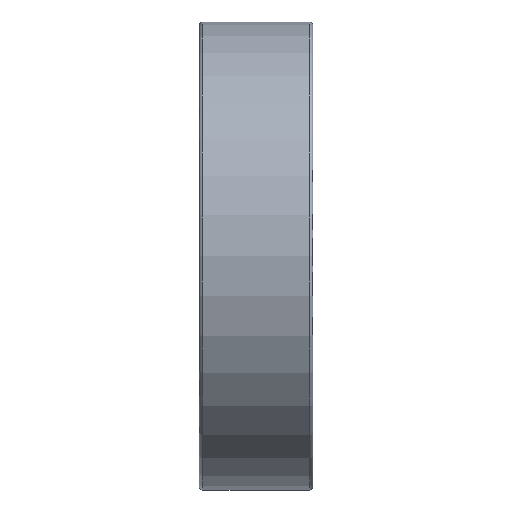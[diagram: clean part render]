
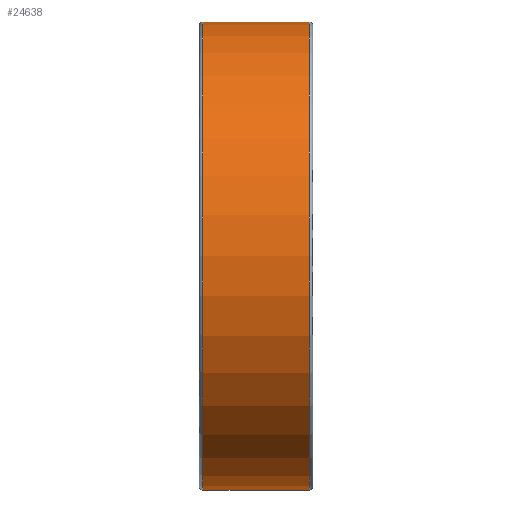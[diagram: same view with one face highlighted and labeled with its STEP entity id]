
A CAD part, top view. The second image highlights one B-rep face of the part: STEP entity #24638.
In plain terms, the highlighted cylindrical face has radius 18.5 mm (diameter 37 mm), a partial arc.
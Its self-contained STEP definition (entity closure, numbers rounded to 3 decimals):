
#13975=DIRECTION('',(-1.,0.,0.));
#13976=VECTOR('',#13975,8.4);
#13977=CARTESIAN_POINT('',(4.2,18.5,0.));
#13978=LINE('',#13977,#13976);
#13982=DIRECTION('',(-1.,0.,0.));
#13983=VECTOR('',#13982,8.4);
#13984=CARTESIAN_POINT('',(4.2,-18.5,0.));
#13985=LINE('',#13984,#13983);
#13997=CARTESIAN_POINT('',(4.2,0.,0.));
#13998=DIRECTION('',(1.,0.,0.));
#13999=DIRECTION('',(0.,1.,0.));
#14000=AXIS2_PLACEMENT_3D('',#13997,#13998,#13999);
#14005=CARTESIAN_POINT('',(-4.2,0.,0.));
#14006=DIRECTION('',(1.,0.,0.));
#14007=DIRECTION('',(0.,1.,0.));
#14008=AXIS2_PLACEMENT_3D('',#14005,#14006,#14007);
#21396=CARTESIAN_POINT('',(4.2,18.5,0.));
#21397=CARTESIAN_POINT('',(-4.2,18.5,0.));
#21398=VERTEX_POINT('',#21396);
#21399=VERTEX_POINT('',#21397);
#21408=CARTESIAN_POINT('',(4.2,-18.5,0.));
#21409=CARTESIAN_POINT('',(-4.2,-18.5,0.));
#21410=VERTEX_POINT('',#21408);
#21411=VERTEX_POINT('',#21409);
#24626=CARTESIAN_POINT('',(-4.95,0.,0.));
#24627=DIRECTION('',(1.,0.,0.));
#24628=DIRECTION('',(0.,-1.,0.));
#24629=AXIS2_PLACEMENT_3D('',#24626,#24627,#24628);
#24630=CYLINDRICAL_SURFACE('',#24629,18.5);
#24631=ORIENTED_EDGE('',*,*,#24616,.F.);
#24632=ORIENTED_EDGE('',*,*,#24593,.T.);
#24633=ORIENTED_EDGE('',*,*,#24620,.T.);
#24635=ORIENTED_EDGE('',*,*,#24634,.F.);
#24636=EDGE_LOOP('',(#24631,#24632,#24633,#24635));
#24637=FACE_OUTER_BOUND('',#24636,.F.);
#14001=CIRCLE('',#14000,18.5);
#14009=CIRCLE('',#14008,18.5);
#24593=EDGE_CURVE('',#21398,#21410,#14001,.T.);
#24616=EDGE_CURVE('',#21398,#21399,#13978,.T.);
#24620=EDGE_CURVE('',#21410,#21411,#13985,.T.);
#24634=EDGE_CURVE('',#21399,#21411,#14009,.T.);
#24638=ADVANCED_FACE('',(#24637),#24630,.T.);
